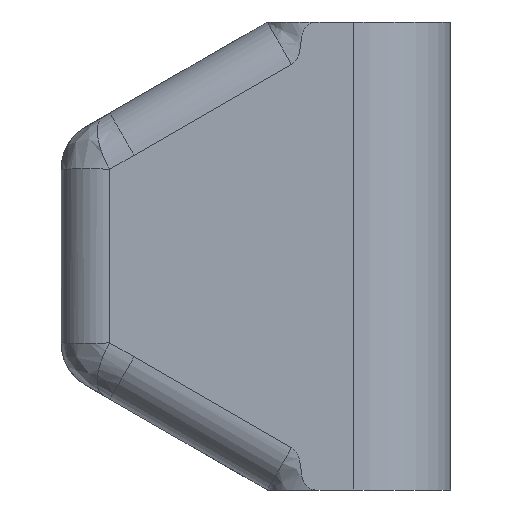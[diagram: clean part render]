
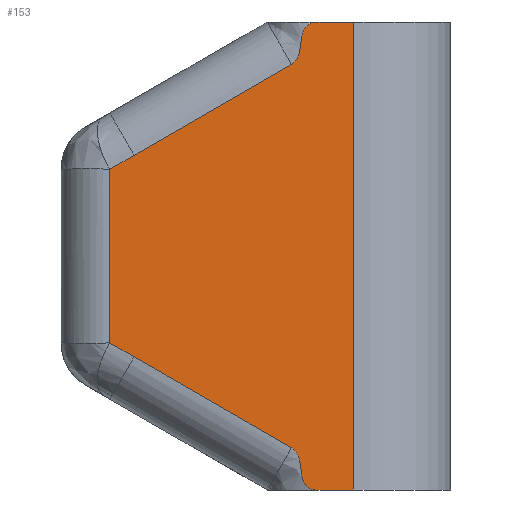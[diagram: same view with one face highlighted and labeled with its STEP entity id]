
A CAD part, front view. The second image highlights one B-rep face of the part: STEP entity #153.
In plain terms, the highlighted planar face has unit normal (0, -1, 0).
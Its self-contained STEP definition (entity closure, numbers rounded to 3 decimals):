
#21 = EDGE_CURVE('',#22,#24,#26,.T.);
#22 = VERTEX_POINT('',#23);
#23 = CARTESIAN_POINT('',(1.,-6.8,-2.4));
#24 = VERTEX_POINT('',#25);
#25 = CARTESIAN_POINT('',(0.615,-6.8,-2.4));
#26 = LINE('',#27,#28);
#27 = CARTESIAN_POINT('',(2.,-6.8,-2.4));
#28 = VECTOR('',#29,1.);
#29 = DIRECTION('',(-1.,0.,0.));
#153 = ADVANCED_FACE('',(#154),#247,.T.);
#154 = FACE_BOUND('',#155,.T.);
#155 = EDGE_LOOP('',(#156,#166,#177,#185,#198,#199,#207,#215,#230,#238)
  );
#156 = ORIENTED_EDGE('',*,*,#157,.F.);
#157 = EDGE_CURVE('',#158,#160,#162,.T.);
#158 = VERTEX_POINT('',#159);
#159 = CARTESIAN_POINT('',(-1.5,-6.8,-0.89));
#160 = VERTEX_POINT('',#161);
#161 = CARTESIAN_POINT('',(-1.5,-6.8,0.89));
#162 = LINE('',#163,#164);
#163 = CARTESIAN_POINT('',(-1.5,-6.8,-2.4));
#164 = VECTOR('',#165,1.);
#165 = DIRECTION('',(0.,0.,1.));
#166 = ORIENTED_EDGE('',*,*,#167,.F.);
#167 = EDGE_CURVE('',#168,#158,#170,.T.);
#168 = VERTEX_POINT('',#169);
#169 = CARTESIAN_POINT('',(-1.25,-6.8,-1.035));
#170 = ( BOUNDED_CURVE() B_SPLINE_CURVE(5,(#171,#172,#173,#174,#175,#176
),.UNSPECIFIED.,.F.,.F.) B_SPLINE_CURVE_WITH_KNOTS((6,6),(1.865
,2.121),.PIECEWISE_BEZIER_KNOTS.) CURVE() 
GEOMETRIC_REPRESENTATION_ITEM() RATIONAL_B_SPLINE_CURVE((1.,1.,1.,1.,1.,
1.)) REPRESENTATION_ITEM('') );
#171 = CARTESIAN_POINT('',(-1.25,-6.8,-1.035));
#172 = CARTESIAN_POINT('',(-1.297,-6.8,-1.007));
#173 = CARTESIAN_POINT('',(-1.345,-6.8,-0.98));
#174 = CARTESIAN_POINT('',(-1.394,-6.8,-0.952));
#175 = CARTESIAN_POINT('',(-1.444,-6.8,-0.922));
#176 = CARTESIAN_POINT('',(-1.5,-6.8,-0.89));
#177 = ORIENTED_EDGE('',*,*,#178,.F.);
#178 = EDGE_CURVE('',#179,#168,#181,.T.);
#179 = VERTEX_POINT('',#180);
#180 = CARTESIAN_POINT('',(0.365,-6.8,-1.967));
#181 = LINE('',#182,#183);
#182 = CARTESIAN_POINT('',(0.365,-6.8,-1.967));
#183 = VECTOR('',#184,1.);
#184 = DIRECTION('',(-0.866,0.,0.5));
#185 = ORIENTED_EDGE('',*,*,#186,.T.);
#186 = EDGE_CURVE('',#179,#24,#187,.T.);
#187 = B_SPLINE_CURVE_WITH_KNOTS('',9,(#188,#189,#190,#191,#192,#193,
    #194,#195,#196,#197),.UNSPECIFIED.,.F.,.F.,(10,10),(0.,1.),
  .PIECEWISE_BEZIER_KNOTS.);
#188 = CARTESIAN_POINT('',(0.365,-6.8,-1.967));
#189 = CARTESIAN_POINT('',(0.417,-6.8,-1.997));
#190 = CARTESIAN_POINT('',(0.454,-6.8,-2.053));
#191 = CARTESIAN_POINT('',(0.464,-6.8,-2.121));
#192 = CARTESIAN_POINT('',(0.456,-6.8,-2.178));
#193 = CARTESIAN_POINT('',(0.462,-6.8,-2.235));
#194 = CARTESIAN_POINT('',(0.456,-6.8,-2.297));
#195 = CARTESIAN_POINT('',(0.495,-6.8,-2.367));
#196 = CARTESIAN_POINT('',(0.555,-6.8,-2.4));
#197 = CARTESIAN_POINT('',(0.615,-6.8,-2.4));
#198 = ORIENTED_EDGE('',*,*,#21,.F.);
#199 = ORIENTED_EDGE('',*,*,#200,.T.);
#200 = EDGE_CURVE('',#22,#201,#203,.T.);
#201 = VERTEX_POINT('',#202);
#202 = CARTESIAN_POINT('',(1.,-6.8,2.4));
#203 = LINE('',#204,#205);
#204 = CARTESIAN_POINT('',(1.,-6.8,-2.4));
#205 = VECTOR('',#206,1.);
#206 = DIRECTION('',(0.,0.,1.));
#207 = ORIENTED_EDGE('',*,*,#208,.T.);
#208 = EDGE_CURVE('',#201,#209,#211,.T.);
#209 = VERTEX_POINT('',#210);
#210 = CARTESIAN_POINT('',(0.615,-6.8,2.4));
#211 = LINE('',#212,#213);
#212 = CARTESIAN_POINT('',(2.,-6.8,2.4));
#213 = VECTOR('',#214,1.);
#214 = DIRECTION('',(-1.,0.,0.));
#215 = ORIENTED_EDGE('',*,*,#216,.T.);
#216 = EDGE_CURVE('',#209,#217,#219,.T.);
#217 = VERTEX_POINT('',#218);
#218 = CARTESIAN_POINT('',(0.365,-6.8,1.967));
#219 = B_SPLINE_CURVE_WITH_KNOTS('',9,(#220,#221,#222,#223,#224,#225,
    #226,#227,#228,#229),.UNSPECIFIED.,.F.,.F.,(10,10),(0.,1.),
  .PIECEWISE_BEZIER_KNOTS.);
#220 = CARTESIAN_POINT('',(0.615,-6.8,2.4));
#221 = CARTESIAN_POINT('',(0.555,-6.8,2.4));
#222 = CARTESIAN_POINT('',(0.495,-6.8,2.367));
#223 = CARTESIAN_POINT('',(0.456,-6.8,2.297));
#224 = CARTESIAN_POINT('',(0.462,-6.8,2.235));
#225 = CARTESIAN_POINT('',(0.456,-6.8,2.178));
#226 = CARTESIAN_POINT('',(0.464,-6.8,2.121));
#227 = CARTESIAN_POINT('',(0.454,-6.8,2.053));
#228 = CARTESIAN_POINT('',(0.417,-6.8,1.997));
#229 = CARTESIAN_POINT('',(0.365,-6.8,1.967));
#230 = ORIENTED_EDGE('',*,*,#231,.F.);
#231 = EDGE_CURVE('',#232,#217,#234,.T.);
#232 = VERTEX_POINT('',#233);
#233 = CARTESIAN_POINT('',(-1.25,-6.8,1.035));
#234 = LINE('',#235,#236);
#235 = CARTESIAN_POINT('',(-1.25,-6.8,1.035));
#236 = VECTOR('',#237,1.);
#237 = DIRECTION('',(0.866,0.,0.5));
#238 = ORIENTED_EDGE('',*,*,#239,.F.);
#239 = EDGE_CURVE('',#160,#232,#240,.T.);
#240 = ( BOUNDED_CURVE() B_SPLINE_CURVE(5,(#241,#242,#243,#244,#245,#246
),.UNSPECIFIED.,.F.,.F.) B_SPLINE_CURVE_WITH_KNOTS((6,6),(4.276,
4.532),.PIECEWISE_BEZIER_KNOTS.) CURVE() 
GEOMETRIC_REPRESENTATION_ITEM() RATIONAL_B_SPLINE_CURVE((1.,1.,1.,1.,1.,
1.)) REPRESENTATION_ITEM('') );
#241 = CARTESIAN_POINT('',(-1.5,-6.8,0.89));
#242 = CARTESIAN_POINT('',(-1.444,-6.8,0.922));
#243 = CARTESIAN_POINT('',(-1.394,-6.8,0.952));
#244 = CARTESIAN_POINT('',(-1.345,-6.8,0.98));
#245 = CARTESIAN_POINT('',(-1.297,-6.8,1.007));
#246 = CARTESIAN_POINT('',(-1.25,-6.8,1.035));
#247 = PLANE('',#248);
#248 = AXIS2_PLACEMENT_3D('',#249,#250,#251);
#249 = CARTESIAN_POINT('',(2.,-6.8,-2.4));
#250 = DIRECTION('',(0.,-1.,0.));
#251 = DIRECTION('',(-1.,0.,0.));
